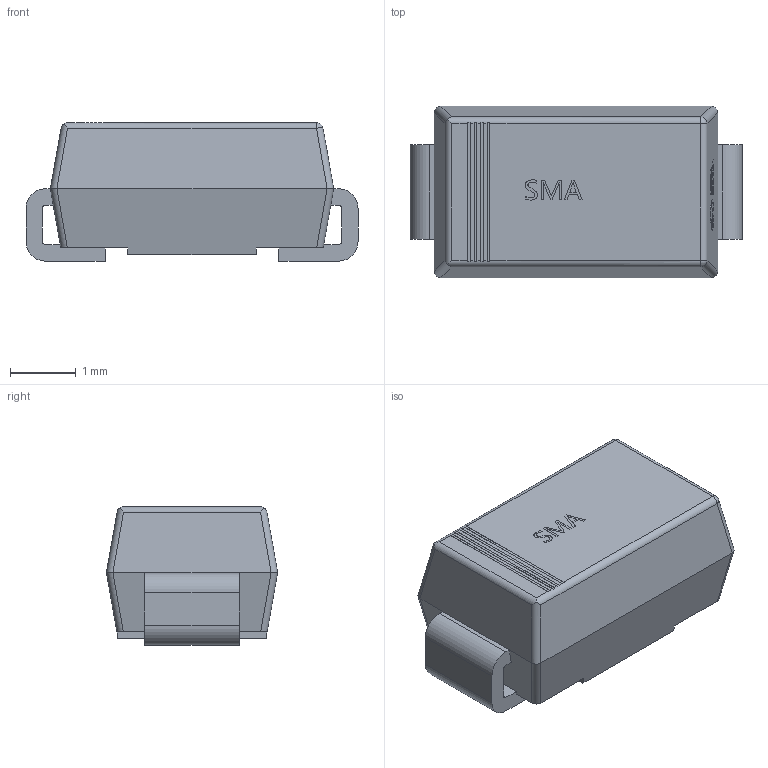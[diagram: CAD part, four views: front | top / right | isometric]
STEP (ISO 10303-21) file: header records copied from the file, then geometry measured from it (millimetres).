
FILE_DESCRIPTION (( 'STEP AP214' ), '1' );
FILE_NAME ('SMA_L4.3-W2.6-LS5.0-BI.step', '2022-07-15T04:45:19', ( '' ), ( '' ), 'SwSTEP 2.0', 'SolidWorks 2020', '' );
FILE_SCHEMA (( 'AUTOMOTIVE_DESIGN' ));
Length unit declared in the file: millimetre
Products named in the file (1): SMA_L4.3-W2.6-LS5.0-BI
Bounding box: 5.04 x 2.6 x 2.1 mm (x, y, z)
Volume: 20.9 mm3; surface area: 53 mm2
Topology: 14 solids, 14 shells, 414 faces, 1119 edges, 740 vertices
Faces by surface type: plane 260, bspline 132, cylinder 20, sphere 2
Entity records: 19642 total; most frequent: CARTESIAN_POINT 5416, ORIENTED_EDGE 2238, DIRECTION 1441, EDGE_CURVE 1119, LINE 799, VECTOR 799, VERTEX_POINT 740, EDGE_LOOP 437
